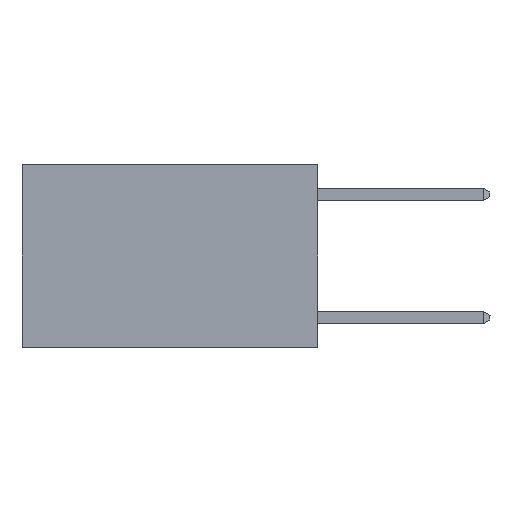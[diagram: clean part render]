
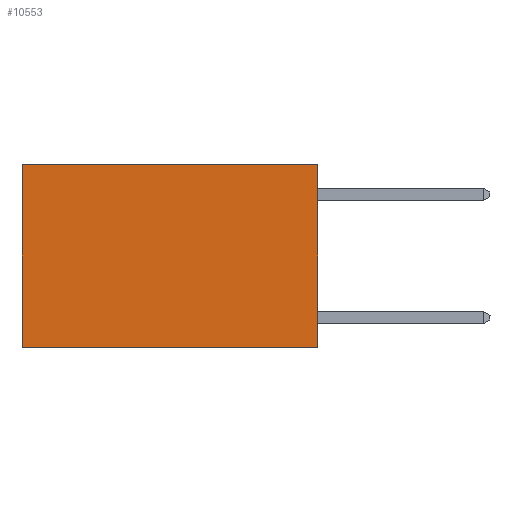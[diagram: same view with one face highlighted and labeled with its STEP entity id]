
A CAD part, left-side view. The second image highlights one B-rep face of the part: STEP entity #10553.
In plain terms, the highlighted planar face has unit normal (-1, 0, 0).
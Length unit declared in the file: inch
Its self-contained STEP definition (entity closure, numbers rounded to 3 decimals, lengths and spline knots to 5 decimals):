
#713 = LINE ( 'NONE', #12685, #3796 ) ;
#843 = VECTOR ( 'NONE', #2888, 39.37008 ) ;
#1911 = ORIENTED_EDGE ( 'NONE', *, *, #12674, .T. ) ;
#1985 = DIRECTION ( 'NONE',  ( 0., 0., -1. ) ) ;
#2761 = VERTEX_POINT ( 'NONE', #17414 ) ;
#2888 = DIRECTION ( 'NONE',  ( 0., 0., -1. ) ) ;
#3549 = LINE ( 'NONE', #8506, #20991 ) ;
#3677 = CARTESIAN_POINT ( 'NONE',  ( 0.2625, 0., 0. ) ) ;
#3695 = DIRECTION ( 'NONE',  ( 0., 1., 0. ) ) ;
#3733 = LINE ( 'NONE', #16054, #7082 ) ;
#3796 = VECTOR ( 'NONE', #11009, 39.37008 ) ;
#4661 = VERTEX_POINT ( 'NONE', #20419 ) ;
#5355 = EDGE_CURVE ( 'NONE', #2761, #8285, #3733, .T. ) ;
#6636 = ORIENTED_EDGE ( 'NONE', *, *, #5355, .F. ) ;
#7082 = VECTOR ( 'NONE', #1985, 39.37008 ) ;
#7341 = VERTEX_POINT ( 'NONE', #22564 ) ;
#8285 = VERTEX_POINT ( 'NONE', #17645 ) ;
#8388 = ORIENTED_EDGE ( 'NONE', *, *, #19486, .T. ) ;
#8506 = CARTESIAN_POINT ( 'NONE',  ( 0.2625, 0., -0.37 ) ) ;
#9161 = PLANE ( 'NONE',  #9791 ) ;
#9791 = AXIS2_PLACEMENT_3D ( 'NONE', #3677, #12599, #18038 ) ;
#10344 = LINE ( 'NONE', #15384, #843 ) ;
#10553 = ADVANCED_FACE ( 'NONE', ( #12967 ), #9161, .F. ) ;
#10943 = ORIENTED_EDGE ( 'NONE', *, *, #11873, .F. ) ;
#11009 = DIRECTION ( 'NONE',  ( 0., 1., 0. ) ) ;
#11873 = EDGE_CURVE ( 'NONE', #8285, #4661, #3549, .T. ) ;
#12599 = DIRECTION ( 'NONE',  ( 1., 0., 0. ) ) ;
#12674 = EDGE_CURVE ( 'NONE', #2761, #7341, #713, .T. ) ;
#12685 = CARTESIAN_POINT ( 'NONE',  ( 0.2625, 0., 0. ) ) ;
#12967 = FACE_OUTER_BOUND ( 'NONE', #17083, .T. ) ;
#15384 = CARTESIAN_POINT ( 'NONE',  ( 0.2625, 0.6, 0. ) ) ;
#16054 = CARTESIAN_POINT ( 'NONE',  ( 0.2625, 0., 0. ) ) ;
#17083 = EDGE_LOOP ( 'NONE', ( #8388, #10943, #6636, #1911 ) ) ;
#17414 = CARTESIAN_POINT ( 'NONE',  ( 0.2625, 0., 0. ) ) ;
#17645 = CARTESIAN_POINT ( 'NONE',  ( 0.2625, 0., -0.37 ) ) ;
#18038 = DIRECTION ( 'NONE',  ( 0., 0., -1. ) ) ;
#19486 = EDGE_CURVE ( 'NONE', #7341, #4661, #10344, .T. ) ;
#20419 = CARTESIAN_POINT ( 'NONE',  ( 0.2625, 0.6, -0.37 ) ) ;
#20991 = VECTOR ( 'NONE', #3695, 39.37008 ) ;
#22564 = CARTESIAN_POINT ( 'NONE',  ( 0.2625, 0.6, 0. ) ) ;
